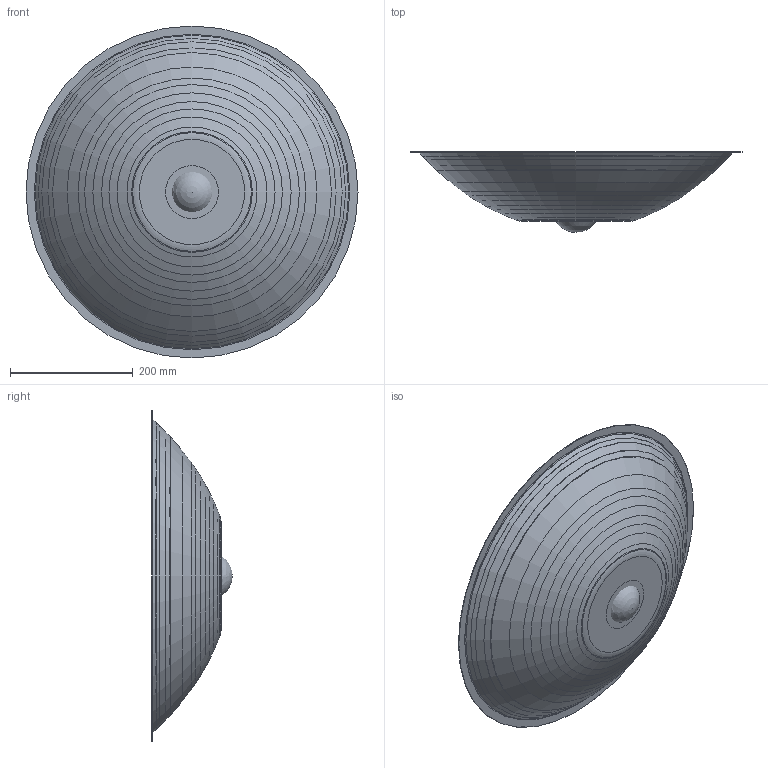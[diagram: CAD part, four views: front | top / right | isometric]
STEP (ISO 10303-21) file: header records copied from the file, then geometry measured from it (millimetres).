
FILE_DESCRIPTION(('STEP AP214'),'1');
FILE_NAME('skipoo_001.STP','2019-05-07T10:13:02',(' '),(' '),'Spatial InterOp 3D',' ',' ');
FILE_SCHEMA(('AUTOMOTIVE_DESIGN { 1 0 10303 214 1 1 1 1 }'));
Length unit declared in the file: millimetre
Products named in the file (3): skipoo_001; ASSEM1
Assembly tree (2 placements, depth 2):
  skipoo_001
    ASSEM1
    (unnamed)
Bounding box: 540 x 131.01 x 540 mm (x, y, z)
Volume: 8204461.6 mm3; surface area: 543129.7 mm2
Topology: 2 solids, 3 shells, 33 faces, 64 edges, 36 vertices
Faces by surface type: torus 21, cone 5, plane 5, sphere 1, cylinder 1
Full cylindrical faces by diameter (mm): 540 x1
Entity records: 745 total; most frequent: CARTESIAN_POINT 143, DIRECTION 130, AXIS2_PLACEMENT_3D 65, EDGE_LOOP 60, ORIENTED_EDGE 60, FACE_BOUND 57, ADVANCED_FACE 33, VERTEX_POINT 32
